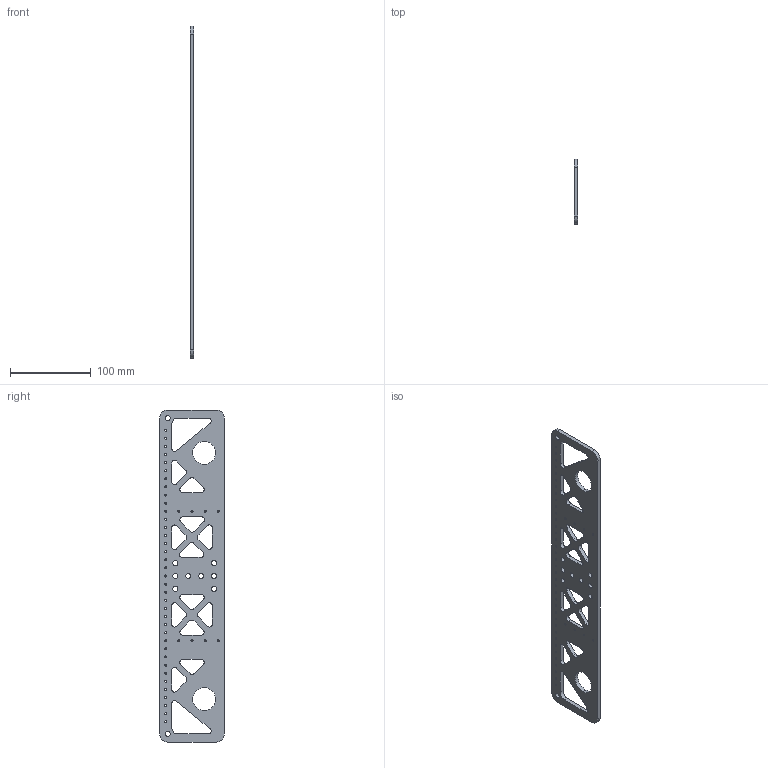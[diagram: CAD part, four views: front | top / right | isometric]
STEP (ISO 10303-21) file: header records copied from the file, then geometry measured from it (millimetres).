
FILE_DESCRIPTION (( 'STEP AP214' ), '1' );
FILE_NAME ('Mecanum16InchOutside.STEP', '2017-09-20T04:48:14', ( '' ), ( '' ), 'SwSTEP 2.0', 'SolidWorks 2017', '' );
FILE_SCHEMA (( 'AUTOMOTIVE_DESIGN' ));
Length unit declared in the file: millimetre
Products named in the file (1): Mecanum16InchOutside
Bounding box: 4.76 x 80 x 410 mm (x, y, z)
Volume: 114701.5 mm3; surface area: 62127.5 mm2
Topology: 1 solids, 1 shells, 218 faces, 648 edges, 432 vertices
Faces by surface type: cylinder 170, plane 48
Entity records: 7810 total; most frequent: DIRECTION 1426, CARTESIAN_POINT 1299, ORIENTED_EDGE 1296, EDGE_CURVE 648, AXIS2_PLACEMENT_3D 559, VERTEX_POINT 432, EDGE_LOOP 360, CIRCLE 340
